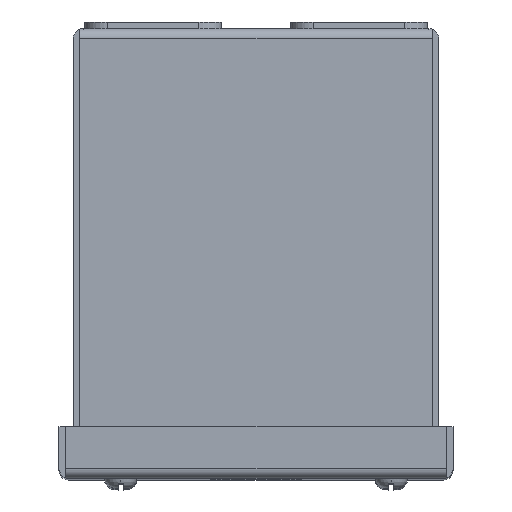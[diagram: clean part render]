
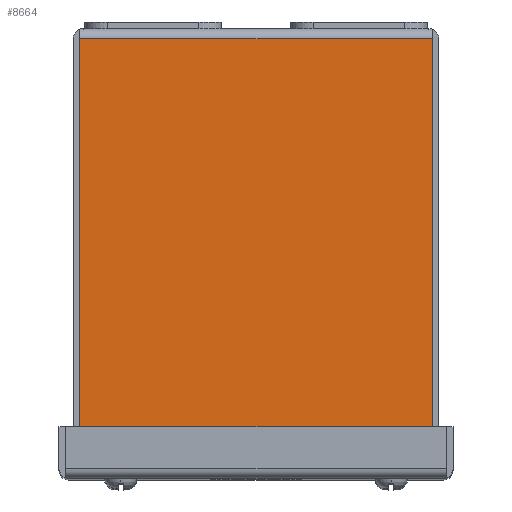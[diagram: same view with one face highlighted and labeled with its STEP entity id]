
A CAD part, top view. The second image highlights one B-rep face of the part: STEP entity #8664.
In plain terms, the highlighted planar face has unit normal (0, 0, 1).
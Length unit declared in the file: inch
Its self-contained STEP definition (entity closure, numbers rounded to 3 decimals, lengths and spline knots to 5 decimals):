
#465 = EDGE_CURVE ( 'NONE', #17996, #9633, #19916, .T. ) ;
#534 = CARTESIAN_POINT ( 'NONE',  ( -1.892, -0.108, 5. ) ) ;
#1236 = VECTOR ( 'NONE', #15074, 39.37008 ) ;
#1580 = VECTOR ( 'NONE', #12656, 39.37008 ) ;
#1697 = CARTESIAN_POINT ( 'NONE',  ( 13.406, 0., 5. ) ) ;
#2568 = ORIENTED_EDGE ( 'NONE', *, *, #12963, .F. ) ;
#2985 = CARTESIAN_POINT ( 'NONE',  ( 1.92721, -4.642, 5. ) ) ;
#3058 = FACE_OUTER_BOUND ( 'NONE', #5272, .T. ) ;
#5071 = CARTESIAN_POINT ( 'NONE',  ( -1.92721, -4.642, 5. ) ) ;
#5272 = EDGE_LOOP ( 'NONE', ( #19979, #10284, #2568, #13041 ) ) ;
#5638 = DIRECTION ( 'NONE',  ( 1., 0., 0. ) ) ;
#6403 = CARTESIAN_POINT ( 'NONE',  ( 1.92721, 39.37008, 5. ) ) ;
#7431 = CARTESIAN_POINT ( 'NONE',  ( 1.92721, -0.108, 5. ) ) ;
#7645 = DIRECTION ( 'NONE',  ( 0., 0., -1. ) ) ;
#8664 = ADVANCED_FACE ( 'NONE', ( #3058 ), #17120, .F. ) ;
#9089 = VERTEX_POINT ( 'NONE', #19159 ) ;
#9633 = VERTEX_POINT ( 'NONE', #5071 ) ;
#10232 = LINE ( 'NONE', #534, #12843 ) ;
#10284 = ORIENTED_EDGE ( 'NONE', *, *, #15704, .F. ) ;
#11977 = CARTESIAN_POINT ( 'NONE',  ( 13.406, -4.642, 5. ) ) ;
#12417 = DIRECTION ( 'NONE',  ( -1., 0., 0. ) ) ;
#12632 = VECTOR ( 'NONE', #14906, 39.37008 ) ;
#12656 = DIRECTION ( 'NONE',  ( 0., -1., 0. ) ) ;
#12843 = VECTOR ( 'NONE', #5638, 39.37008 ) ;
#12963 = EDGE_CURVE ( 'NONE', #9089, #13769, #10232, .T. ) ;
#13041 = ORIENTED_EDGE ( 'NONE', *, *, #20631, .T. ) ;
#13500 = CARTESIAN_POINT ( 'NONE',  ( -1.92721, 39.37008, 5. ) ) ;
#13769 = VERTEX_POINT ( 'NONE', #7431 ) ;
#14906 = DIRECTION ( 'NONE',  ( -1., 0., 0. ) ) ;
#15074 = DIRECTION ( 'NONE',  ( 0., -1., 0. ) ) ;
#15704 = EDGE_CURVE ( 'NONE', #13769, #17996, #15792, .T. ) ;
#15792 = LINE ( 'NONE', #6403, #1580 ) ;
#17120 = PLANE ( 'NONE',  #17933 ) ;
#17933 = AXIS2_PLACEMENT_3D ( 'NONE', #1697, #7645, #12417 ) ;
#17996 = VERTEX_POINT ( 'NONE', #2985 ) ;
#19159 = CARTESIAN_POINT ( 'NONE',  ( -1.92721, -0.108, 5. ) ) ;
#19777 = LINE ( 'NONE', #13500, #1236 ) ;
#19916 = LINE ( 'NONE', #11977, #12632 ) ;
#19979 = ORIENTED_EDGE ( 'NONE', *, *, #465, .F. ) ;
#20631 = EDGE_CURVE ( 'NONE', #9089, #9633, #19777, .T. ) ;
